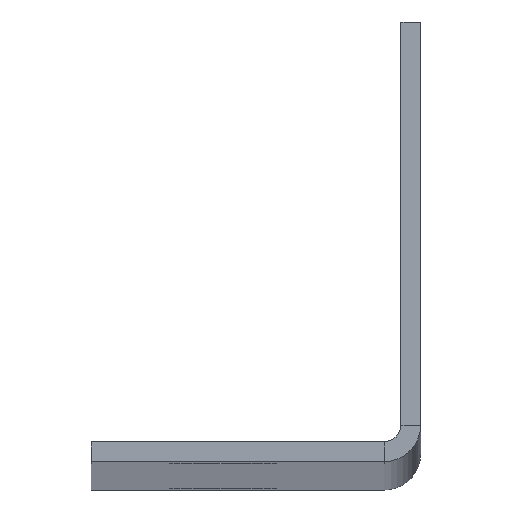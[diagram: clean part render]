
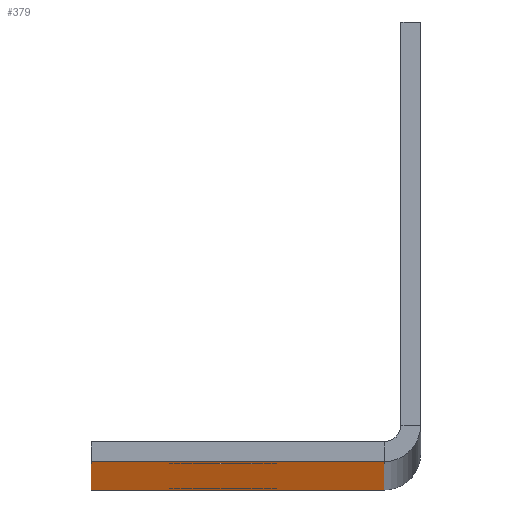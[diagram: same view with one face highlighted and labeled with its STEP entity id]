
A CAD part, top view. The second image highlights one B-rep face of the part: STEP entity #379.
In plain terms, the highlighted planar face has unit normal (0, -1, 0).
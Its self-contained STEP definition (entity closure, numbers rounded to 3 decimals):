
#49 = DIRECTION ( 'NONE',  ( 0., 0., 1. ) ) ;
#69 = DIRECTION ( 'NONE',  ( 0., 1., 0. ) ) ;
#149 = CARTESIAN_POINT ( 'NONE',  ( 8., -1.2, 494.5 ) ) ;
#156 = ORIENTED_EDGE ( 'NONE', *, *, #3146, .T. ) ;
#228 = ORIENTED_EDGE ( 'NONE', *, *, #1516, .F. ) ;
#345 = CARTESIAN_POINT ( 'NONE',  ( 0., -1.2, 989. ) ) ;
#355 = VERTEX_POINT ( 'NONE', #879 ) ;
#363 = CARTESIAN_POINT ( 'NONE',  ( 8., -1.2, 69.5 ) ) ;
#379 = ADVANCED_FACE ( 'NONE', ( #1984, #2647, #1328, #669 ), #2445, .F. ) ;
#380 = CARTESIAN_POINT ( 'NONE',  ( 0., -1.2, 989. ) ) ;
#407 = LINE ( 'NONE', #1189, #2965 ) ;
#421 = CARTESIAN_POINT ( 'NONE',  ( 0., -1.2, 0. ) ) ;
#608 = DIRECTION ( 'NONE',  ( 0., 0., 1. ) ) ;
#619 = DIRECTION ( 'NONE',  ( 0., 0., 1. ) ) ;
#624 = DIRECTION ( 'NONE',  ( 0., 1., 0. ) ) ;
#626 = AXIS2_PLACEMENT_3D ( 'NONE', #363, #2089, #608 ) ;
#627 = EDGE_CURVE ( 'NONE', #1679, #1679, #911, .T. ) ;
#631 = CARTESIAN_POINT ( 'NONE',  ( 8., -1.2, 919.5 ) ) ;
#651 = DIRECTION ( 'NONE',  ( 0., 0., -1. ) ) ;
#669 = FACE_BOUND ( 'NONE', #2143, .T. ) ;
#690 = LINE ( 'NONE', #345, #2495 ) ;
#737 = CIRCLE ( 'NONE', #626, 3.25 ) ;
#797 = ORIENTED_EDGE ( 'NONE', *, *, #1784, .T. ) ;
#854 = AXIS2_PLACEMENT_3D ( 'NONE', #149, #69, #49 ) ;
#879 = CARTESIAN_POINT ( 'NONE',  ( 8., -1.2, 497.75 ) ) ;
#911 = CIRCLE ( 'NONE', #3155, 3.25 ) ;
#954 = EDGE_CURVE ( 'NONE', #355, #355, #1967, .T. ) ;
#955 = ORIENTED_EDGE ( 'NONE', *, *, #2404, .T. ) ;
#981 = AXIS2_PLACEMENT_3D ( 'NONE', #2273, #2225, #2219 ) ;
#1135 = CARTESIAN_POINT ( 'NONE',  ( 8., -1.2, 72.75 ) ) ;
#1152 = VERTEX_POINT ( 'NONE', #2532 ) ;
#1189 = CARTESIAN_POINT ( 'NONE',  ( 17.8, -1.2, 989. ) ) ;
#1234 = LINE ( 'NONE', #380, #2466 ) ;
#1328 = FACE_OUTER_BOUND ( 'NONE', #1832, .T. ) ;
#1389 = ORIENTED_EDGE ( 'NONE', *, *, #954, .T. ) ;
#1500 = VERTEX_POINT ( 'NONE', #2227 ) ;
#1516 = EDGE_CURVE ( 'NONE', #1500, #2751, #690, .T. ) ;
#1617 = ORIENTED_EDGE ( 'NONE', *, *, #627, .T. ) ;
#1679 = VERTEX_POINT ( 'NONE', #2593 ) ;
#1775 = LINE ( 'NONE', #421, #2345 ) ;
#1784 = EDGE_CURVE ( 'NONE', #1152, #2338, #1775, .T. ) ;
#1832 = EDGE_LOOP ( 'NONE', ( #797, #2124, #228, #955 ) ) ;
#1852 = EDGE_LOOP ( 'NONE', ( #156 ) ) ;
#1935 = DIRECTION ( 'NONE',  ( 0., 0., -1. ) ) ;
#1967 = CIRCLE ( 'NONE', #854, 3.25 ) ;
#1984 = FACE_BOUND ( 'NONE', #2499, .T. ) ;
#2089 = DIRECTION ( 'NONE',  ( 0., 1., 0. ) ) ;
#2124 = ORIENTED_EDGE ( 'NONE', *, *, #2739, .F. ) ;
#2143 = EDGE_LOOP ( 'NONE', ( #1617 ) ) ;
#2177 = CARTESIAN_POINT ( 'NONE',  ( 17.8, -1.2, 989. ) ) ;
#2219 = DIRECTION ( 'NONE',  ( 0., 0., 1. ) ) ;
#2225 = DIRECTION ( 'NONE',  ( 0., 1., 0. ) ) ;
#2227 = CARTESIAN_POINT ( 'NONE',  ( 0., -1.2, 989. ) ) ;
#2242 = VERTEX_POINT ( 'NONE', #1135 ) ;
#2273 = CARTESIAN_POINT ( 'NONE',  ( 0., -1.2, 989. ) ) ;
#2338 = VERTEX_POINT ( 'NONE', #2566 ) ;
#2345 = VECTOR ( 'NONE', #3210, 1000. ) ;
#2404 = EDGE_CURVE ( 'NONE', #1500, #1152, #1234, .T. ) ;
#2445 = PLANE ( 'NONE',  #981 ) ;
#2466 = VECTOR ( 'NONE', #651, 1000. ) ;
#2495 = VECTOR ( 'NONE', #2756, 1000. ) ;
#2499 = EDGE_LOOP ( 'NONE', ( #1389 ) ) ;
#2532 = CARTESIAN_POINT ( 'NONE',  ( 0., -1.2, 0. ) ) ;
#2566 = CARTESIAN_POINT ( 'NONE',  ( 17.8, -1.2, 0. ) ) ;
#2593 = CARTESIAN_POINT ( 'NONE',  ( 8., -1.2, 922.75 ) ) ;
#2647 = FACE_BOUND ( 'NONE', #1852, .T. ) ;
#2739 = EDGE_CURVE ( 'NONE', #2751, #2338, #407, .T. ) ;
#2751 = VERTEX_POINT ( 'NONE', #2177 ) ;
#2756 = DIRECTION ( 'NONE',  ( 1., 0., 0. ) ) ;
#2965 = VECTOR ( 'NONE', #1935, 1000. ) ;
#3146 = EDGE_CURVE ( 'NONE', #2242, #2242, #737, .T. ) ;
#3155 = AXIS2_PLACEMENT_3D ( 'NONE', #631, #624, #619 ) ;
#3210 = DIRECTION ( 'NONE',  ( 1., 0., 0. ) ) ;
